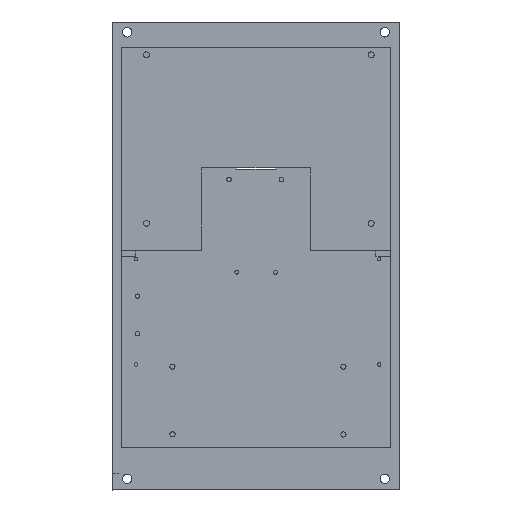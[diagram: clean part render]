
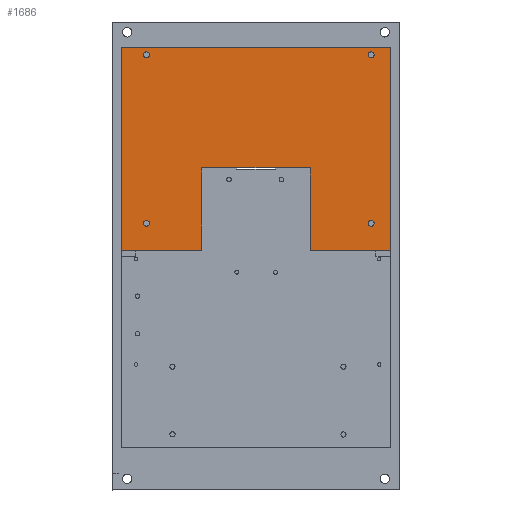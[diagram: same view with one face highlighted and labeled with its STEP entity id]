
A CAD part, top view. The second image highlights one B-rep face of the part: STEP entity #1686.
In plain terms, the highlighted planar face has unit normal (0, 0, 1).
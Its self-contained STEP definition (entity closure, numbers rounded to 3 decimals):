
#26=FACE_BOUND('',#261,.T.);
#27=FACE_BOUND('',#262,.T.);
#28=FACE_BOUND('',#263,.T.);
#29=FACE_BOUND('',#264,.T.);
#77=PLANE('',#1798);
#156=FACE_OUTER_BOUND('',#260,.T.);
#260=EDGE_LOOP('',(#1379,#1380,#1381,#1382,#1383,#1384,#1385,#1386,#1387));
#261=EDGE_LOOP('',(#1388));
#262=EDGE_LOOP('',(#1389));
#263=EDGE_LOOP('',(#1390));
#264=EDGE_LOOP('',(#1391));
#444=LINE('',#2616,#636);
#447=LINE('',#2622,#639);
#448=LINE('',#2624,#640);
#449=LINE('',#2625,#641);
#450=LINE('',#2627,#642);
#451=LINE('',#2629,#643);
#452=LINE('',#2631,#644);
#453=LINE('',#2633,#645);
#454=LINE('',#2634,#646);
#636=VECTOR('',#2109,10.);
#639=VECTOR('',#2114,10.);
#640=VECTOR('',#2115,10.);
#641=VECTOR('',#2116,10.);
#642=VECTOR('',#2117,10.);
#643=VECTOR('',#2118,10.);
#644=VECTOR('',#2119,10.);
#645=VECTOR('',#2120,10.);
#646=VECTOR('',#2121,10.);
#727=CIRCLE('',#1779,1.);
#728=CIRCLE('',#1781,1.);
#729=CIRCLE('',#1783,1.);
#730=CIRCLE('',#1785,1.);
#814=VERTEX_POINT('',#2502);
#815=VERTEX_POINT('',#2506);
#816=VERTEX_POINT('',#2510);
#817=VERTEX_POINT('',#2514);
#854=VERTEX_POINT('',#2614);
#855=VERTEX_POINT('',#2615);
#856=VERTEX_POINT('',#2620);
#857=VERTEX_POINT('',#2621);
#858=VERTEX_POINT('',#2623);
#859=VERTEX_POINT('',#2626);
#860=VERTEX_POINT('',#2628);
#861=VERTEX_POINT('',#2630);
#862=VERTEX_POINT('',#2632);
#989=EDGE_CURVE('',#814,#814,#727,.T.);
#992=EDGE_CURVE('',#815,#815,#728,.T.);
#994=EDGE_CURVE('',#816,#816,#729,.T.);
#995=EDGE_CURVE('',#817,#817,#730,.T.);
#1046=EDGE_CURVE('',#854,#855,#444,.T.);
#1049=EDGE_CURVE('',#856,#857,#447,.T.);
#1050=EDGE_CURVE('',#858,#856,#448,.T.);
#1051=EDGE_CURVE('',#855,#858,#449,.T.);
#1052=EDGE_CURVE('',#859,#854,#450,.T.);
#1053=EDGE_CURVE('',#860,#859,#451,.T.);
#1054=EDGE_CURVE('',#860,#861,#452,.T.);
#1055=EDGE_CURVE('',#862,#861,#453,.T.);
#1056=EDGE_CURVE('',#857,#862,#454,.T.);
#1379=ORIENTED_EDGE('',*,*,#1049,.F.);
#1380=ORIENTED_EDGE('',*,*,#1050,.F.);
#1381=ORIENTED_EDGE('',*,*,#1051,.F.);
#1382=ORIENTED_EDGE('',*,*,#1046,.F.);
#1383=ORIENTED_EDGE('',*,*,#1052,.F.);
#1384=ORIENTED_EDGE('',*,*,#1053,.F.);
#1385=ORIENTED_EDGE('',*,*,#1054,.T.);
#1386=ORIENTED_EDGE('',*,*,#1055,.F.);
#1387=ORIENTED_EDGE('',*,*,#1056,.F.);
#1388=ORIENTED_EDGE('',*,*,#995,.F.);
#1389=ORIENTED_EDGE('',*,*,#994,.F.);
#1390=ORIENTED_EDGE('',*,*,#992,.F.);
#1391=ORIENTED_EDGE('',*,*,#989,.F.);
#1686=ADVANCED_FACE('',(#156,#26,#27,#28,#29),#77,.T.);
#1779=AXIS2_PLACEMENT_3D('',#2503,#2018,#2019);
#1781=AXIS2_PLACEMENT_3D('',#2508,#2024,#2025);
#1783=AXIS2_PLACEMENT_3D('',#2512,#2029,#2030);
#1785=AXIS2_PLACEMENT_3D('',#2515,#2033,#2034);
#1798=AXIS2_PLACEMENT_3D('',#2619,#2112,#2113);
#2018=DIRECTION('center_axis',(0.,0.,1.));
#2019=DIRECTION('ref_axis',(1.,0.,0.));
#2024=DIRECTION('center_axis',(0.,0.,1.));
#2025=DIRECTION('ref_axis',(1.,0.,0.));
#2029=DIRECTION('center_axis',(0.,0.,1.));
#2030=DIRECTION('ref_axis',(1.,0.,0.));
#2033=DIRECTION('center_axis',(0.,0.,1.));
#2034=DIRECTION('ref_axis',(1.,0.,0.));
#2109=DIRECTION('',(1.,0.,0.));
#2112=DIRECTION('center_axis',(0.,0.,1.));
#2113=DIRECTION('ref_axis',(1.,0.,0.));
#2114=DIRECTION('',(0.,1.,0.));
#2115=DIRECTION('',(-1.,0.,0.));
#2116=DIRECTION('',(0.,-1.,0.));
#2117=DIRECTION('',(0.,1.,0.));
#2118=DIRECTION('',(-1.,0.,0.));
#2119=DIRECTION('',(0.,1.,0.));
#2120=DIRECTION('',(0.,-1.,0.));
#2121=DIRECTION('',(-1.,0.,0.));
#2502=CARTESIAN_POINT('',(124.551,-19.207,0.5));
#2503=CARTESIAN_POINT('Origin',(125.551,-19.207,0.5));
#2506=CARTESIAN_POINT('',(124.551,-76.357,0.5));
#2508=CARTESIAN_POINT('Origin',(125.551,-76.357,0.5));
#2510=CARTESIAN_POINT('',(200.751,-76.357,0.5));
#2512=CARTESIAN_POINT('Origin',(201.751,-76.357,0.5));
#2514=CARTESIAN_POINT('',(200.751,-19.207,0.5));
#2515=CARTESIAN_POINT('Origin',(201.751,-19.207,0.5));
#2614=CARTESIAN_POINT('',(115.988,-15.554,0.5));
#2615=CARTESIAN_POINT('',(209.417,-15.554,0.5));
#2616=CARTESIAN_POINT('',(148.578,-15.554,0.5));
#2619=CARTESIAN_POINT('Origin',(162.703,-79.867,0.5));
#2620=CARTESIAN_POINT('',(181.167,-85.619,0.5));
#2621=CARTESIAN_POINT('',(181.167,-57.554,0.5));
#2622=CARTESIAN_POINT('',(181.167,-82.743,0.5));
#2623=CARTESIAN_POINT('',(209.417,-85.619,0.5));
#2624=CARTESIAN_POINT('',(138.346,-85.619,0.5));
#2625=CARTESIAN_POINT('',(209.417,-44.835,0.5));
#2626=CARTESIAN_POINT('',(115.988,-85.619,0.5));
#2627=CARTESIAN_POINT('',(115.988,-116.701,0.5));
#2628=CARTESIAN_POINT('',(144.238,-85.619,0.5));
#2629=CARTESIAN_POINT('',(138.346,-85.619,0.5));
#2630=CARTESIAN_POINT('',(144.238,-74.116,0.5));
#2631=CARTESIAN_POINT('',(144.238,-82.743,0.5));
#2632=CARTESIAN_POINT('',(144.238,-57.554,0.5));
#2633=CARTESIAN_POINT('',(144.238,-76.992,0.5));
#2634=CARTESIAN_POINT('',(181.167,-57.554,0.5));
